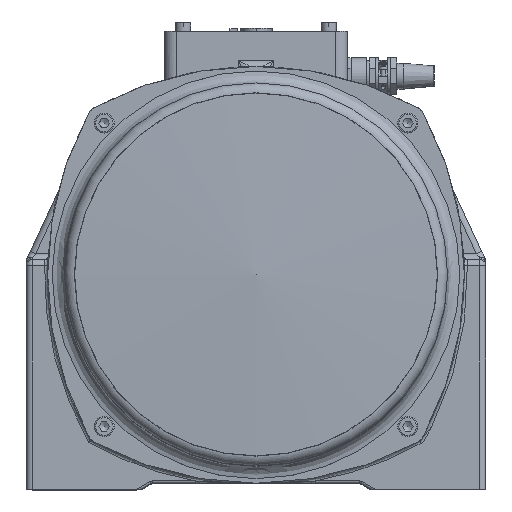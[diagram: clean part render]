
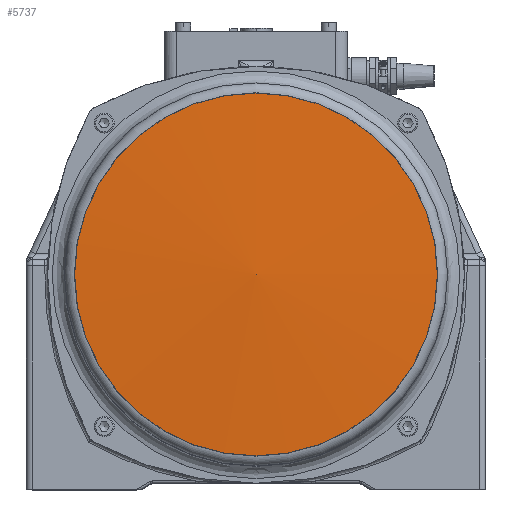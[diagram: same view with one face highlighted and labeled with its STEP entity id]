
A CAD part, top view. The second image highlights one B-rep face of the part: STEP entity #5737.
In plain terms, the highlighted spherical face has radius 1502 mm.
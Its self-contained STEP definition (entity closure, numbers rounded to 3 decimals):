
#5717=CARTESIAN_POINT('',(0.,-121.553,273.314));
#5718=VERTEX_POINT('',#5717);
#5719=CARTESIAN_POINT('',(0.,-3.,273.314));
#5720=DIRECTION('',(0.0,0.0,-1.0));
#5721=DIRECTION('',(0.0,1.0,0.0));
#5722=AXIS2_PLACEMENT_3D('',#5719,#5720,#5721);
#5723=CIRCLE('',#5722,118.553);
#5724=EDGE_CURVE('',#5718,#5718,#5723,.T.);
#5729=CARTESIAN_POINT('',(0.,-3.,-1224.));
#5730=DIRECTION('',(0.0,0.0,1.0));
#5731=DIRECTION('',(1.0,0.0,0.0));
#5732=AXIS2_PLACEMENT_3D('',#5729,#5730,#5731);
#5733=SPHERICAL_SURFACE('',#5732,1502.);
#5734=ORIENTED_EDGE('',*,*,#5724,.F.);
#5735=EDGE_LOOP('',(#5734));
#5736=FACE_OUTER_BOUND('',#5735,.T.);
#5737=ADVANCED_FACE('',(#5736),#5733,.T.);
